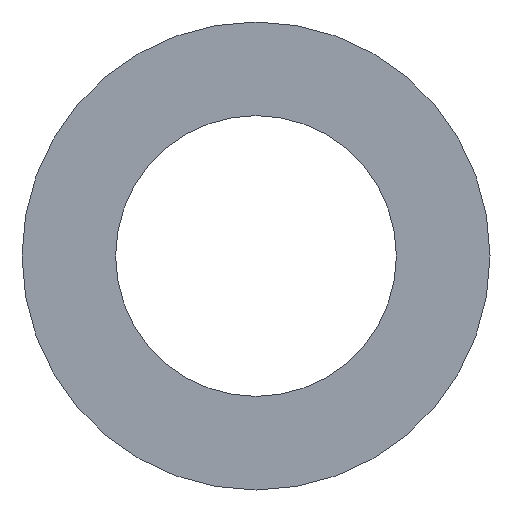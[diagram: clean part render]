
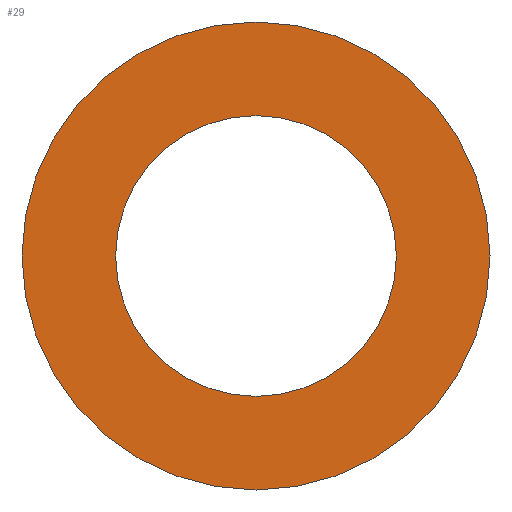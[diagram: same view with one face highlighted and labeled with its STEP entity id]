
A CAD part, front view. The second image highlights one B-rep face of the part: STEP entity #29.
In plain terms, the highlighted planar face has unit normal (0, -1, 0).
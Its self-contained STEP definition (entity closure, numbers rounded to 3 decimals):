
#1 = PLANE ( 'NONE',  #84 ) ;
#2 = CARTESIAN_POINT ( 'NONE',  ( 0., 0., -2.5 ) ) ;
#4 = CIRCLE ( 'NONE', #110, 2.5 ) ;
#9 = AXIS2_PLACEMENT_3D ( 'NONE', #128, #53, #33 ) ;
#13 = CARTESIAN_POINT ( 'NONE',  ( 0., 0., 0. ) ) ;
#22 = VERTEX_POINT ( 'NONE', #2 ) ;
#25 = CARTESIAN_POINT ( 'NONE',  ( 0., 0., 0. ) ) ;
#29 = ADVANCED_FACE ( 'NONE', ( #193, #175 ), #1, .F. ) ;
#31 = CIRCLE ( 'NONE', #9, 1.5 ) ;
#33 = DIRECTION ( 'NONE',  ( 0., 0., 1. ) ) ;
#36 = CARTESIAN_POINT ( 'NONE',  ( 0., 0., 1.5 ) ) ;
#37 = DIRECTION ( 'NONE',  ( 0., 0., 1. ) ) ;
#53 = DIRECTION ( 'NONE',  ( 0., 1., 0. ) ) ;
#58 = EDGE_LOOP ( 'NONE', ( #76, #218 ) ) ;
#59 = EDGE_LOOP ( 'NONE', ( #115, #75 ) ) ;
#61 = VERTEX_POINT ( 'NONE', #199 ) ;
#72 = DIRECTION ( 'NONE',  ( 0., 0., 1. ) ) ;
#75 = ORIENTED_EDGE ( 'NONE', *, *, #190, .F. ) ;
#76 = ORIENTED_EDGE ( 'NONE', *, *, #163, .T. ) ;
#84 = AXIS2_PLACEMENT_3D ( 'NONE', #25, #216, #72 ) ;
#86 = DIRECTION ( 'NONE',  ( 0., 1., 0. ) ) ;
#110 = AXIS2_PLACEMENT_3D ( 'NONE', #13, #226, #246 ) ;
#111 = EDGE_CURVE ( 'NONE', #234, #227, #205, .T. ) ;
#115 = ORIENTED_EDGE ( 'NONE', *, *, #176, .F. ) ;
#127 = DIRECTION ( 'NONE',  ( 0., 1., 0. ) ) ;
#128 = CARTESIAN_POINT ( 'NONE',  ( 0., 0., 0. ) ) ;
#146 = CARTESIAN_POINT ( 'NONE',  ( 0., 0., 0. ) ) ;
#148 = AXIS2_PLACEMENT_3D ( 'NONE', #146, #127, #37 ) ;
#163 = EDGE_CURVE ( 'NONE', #227, #234, #31, .T. ) ;
#173 = CIRCLE ( 'NONE', #148, 2.5 ) ;
#174 = CARTESIAN_POINT ( 'NONE',  ( 0., 0., -1.5 ) ) ;
#175 = FACE_OUTER_BOUND ( 'NONE', #59, .T. ) ;
#176 = EDGE_CURVE ( 'NONE', #22, #61, #173, .T. ) ;
#190 = EDGE_CURVE ( 'NONE', #61, #22, #4, .T. ) ;
#193 = FACE_BOUND ( 'NONE', #58, .T. ) ;
#199 = CARTESIAN_POINT ( 'NONE',  ( 0., 0., 2.5 ) ) ;
#200 = AXIS2_PLACEMENT_3D ( 'NONE', #206, #86, #247 ) ;
#205 = CIRCLE ( 'NONE', #200, 1.5 ) ;
#206 = CARTESIAN_POINT ( 'NONE',  ( 0., 0., 0. ) ) ;
#216 = DIRECTION ( 'NONE',  ( 0., 1., 0. ) ) ;
#218 = ORIENTED_EDGE ( 'NONE', *, *, #111, .T. ) ;
#226 = DIRECTION ( 'NONE',  ( 0., 1., 0. ) ) ;
#227 = VERTEX_POINT ( 'NONE', #36 ) ;
#234 = VERTEX_POINT ( 'NONE', #174 ) ;
#246 = DIRECTION ( 'NONE',  ( 0., 0., 1. ) ) ;
#247 = DIRECTION ( 'NONE',  ( 0., 0., 1. ) ) ;
